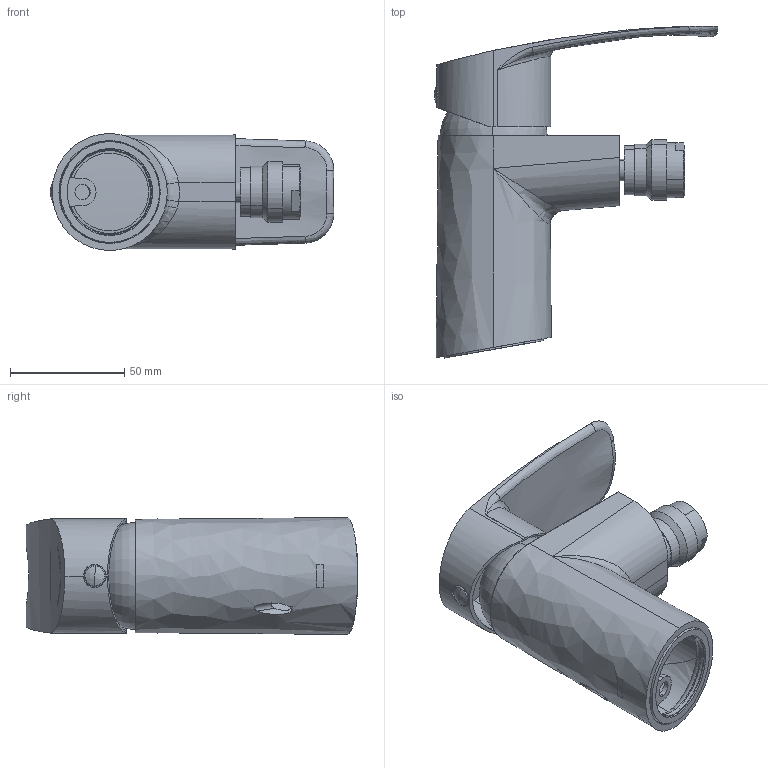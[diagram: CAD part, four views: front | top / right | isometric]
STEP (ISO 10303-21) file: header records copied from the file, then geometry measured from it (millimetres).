
FILE_DESCRIPTION (( 'STEP AP203' ), '1' );
FILE_NAME ('57BP03539_00.STEP', '2021-04-08T05:46:45', ( '' ), ( '' ), 'SwSTEP 2.0', 'SolidWorks 2018', '' );
FILE_SCHEMA (( 'CONFIG_CONTROL_DESIGN' ));
Length unit declared in the file: millimetre
Products named in the file (1): 57BP03539_00
Bounding box: 124 x 145.18 x 51.14 mm (x, y, z)
Volume: 94230.4 mm3; surface area: 73729.8 mm2
Topology: 10 solids, 10 shells, 693 faces, 1931 edges, 1264 vertices
Faces by surface type: plane 470, cylinder 125, bspline 57, cone 24, torus 10, sphere 7
Entity records: 31748 total; most frequent: CARTESIAN_POINT 14069, ORIENTED_EDGE 3858, DIRECTION 3264, EDGE_CURVE 1929, LINE 1366, VECTOR 1366, VERTEX_POINT 1264, AXIS2_PLACEMENT_3D 949
